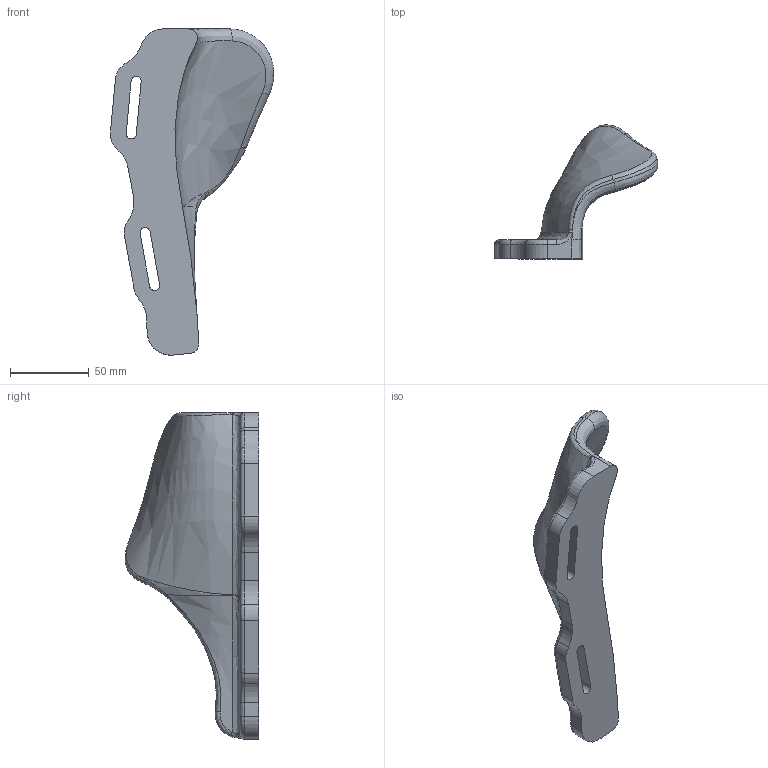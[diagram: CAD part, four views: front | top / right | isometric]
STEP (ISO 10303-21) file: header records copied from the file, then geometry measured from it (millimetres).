
FILE_DESCRIPTION(/* description */ (''),/* implementation_level */ '2;1');
FILE_NAME(/* name */ 'small.step',/* time_stamp */ '2026-02-21T12:52:05-05:00',/* author */ (''),/* organization */ (''),/* preprocessor_version */ 'ST-DEVELOPER v20.1',/* originating_system */ 'Autodesk Translation Framework v14.24.0.0',/* authorisation */ '');
FILE_SCHEMA (('AUTOMOTIVE_DESIGN { 1 0 10303 214 3 1 1 }'));
Length unit declared in the file: millimetre
Products named in the file (1): FusionComponent
Bounding box: 103.37 x 84.85 x 206.72 mm (x, y, z)
Volume: 216434.1 mm3; surface area: 44323.8 mm2
Topology: 1 solids, 1 shells, 90 faces, 221 edges, 132 vertices
Faces by surface type: bspline 50, cylinder 18, plane 12, torus 10
Entity records: 4221 total; most frequent: CARTESIAN_POINT 2340, ORIENTED_EDGE 440, DIRECTION 294, EDGE_CURVE 220, VERTEX_POINT 132, AXIS2_PLACEMENT_3D 123, EDGE_LOOP 94, FACE_OUTER_BOUND 90
